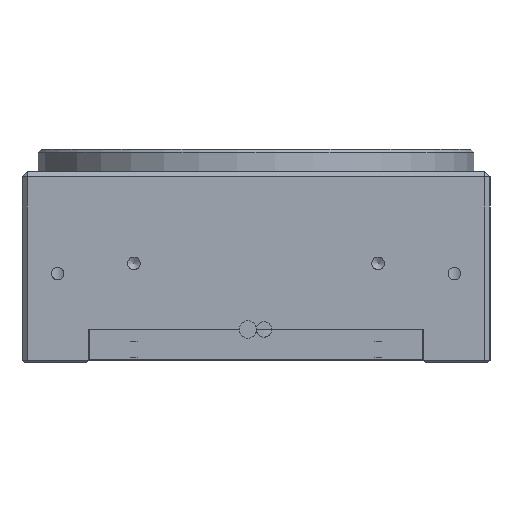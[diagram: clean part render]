
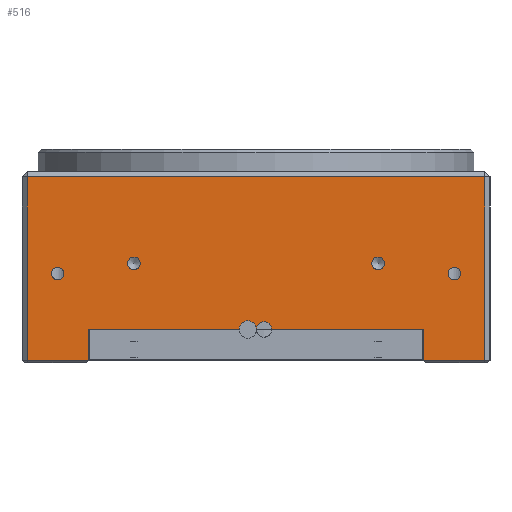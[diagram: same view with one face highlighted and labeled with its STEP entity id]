
A CAD part, left-side view. The second image highlights one B-rep face of the part: STEP entity #516.
In plain terms, the highlighted face is planar.
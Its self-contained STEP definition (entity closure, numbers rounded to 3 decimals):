
#516=ADVANCED_FACE('',(#886,#887,#888,#889,#890),#762,.F.);
#762=PLANE('',#3915);
#886=FACE_BOUND('',#1195,.T.);
#887=FACE_BOUND('',#1196,.T.);
#888=FACE_BOUND('',#1197,.T.);
#889=FACE_BOUND('',#1198,.T.);
#890=FACE_BOUND('',#1199,.T.);
#1195=EDGE_LOOP('',(#1782));
#1196=EDGE_LOOP('',(#1783));
#1197=EDGE_LOOP('',(#1784));
#1198=EDGE_LOOP('',(#1785));
#1199=EDGE_LOOP('',(#1786,#1787,#1788,#1789,#1790,#1791,#1792,#1793,#1794,
#1795,#1796,#1797));
#1598=CIRCLE('',#3909,0.625);
#1599=CIRCLE('',#3910,0.625);
#1600=CIRCLE('',#3911,0.625);
#1601=CIRCLE('',#3912,0.625);
#1602=CIRCLE('',#3913,0.75);
#1603=CIRCLE('',#3914,0.75);
#1782=ORIENTED_EDGE('',*,*,#3015,.T.);
#1783=ORIENTED_EDGE('',*,*,#3016,.T.);
#1784=ORIENTED_EDGE('',*,*,#3017,.T.);
#1785=ORIENTED_EDGE('',*,*,#3018,.T.);
#1786=ORIENTED_EDGE('',*,*,#3019,.T.);
#1787=ORIENTED_EDGE('',*,*,#3020,.T.);
#1788=ORIENTED_EDGE('',*,*,#3021,.F.);
#1789=ORIENTED_EDGE('',*,*,#3022,.T.);
#1790=ORIENTED_EDGE('',*,*,#3023,.F.);
#1791=ORIENTED_EDGE('',*,*,#3024,.T.);
#1792=ORIENTED_EDGE('',*,*,#3025,.F.);
#1793=ORIENTED_EDGE('',*,*,#3026,.T.);
#1794=ORIENTED_EDGE('',*,*,#3027,.F.);
#1795=ORIENTED_EDGE('',*,*,#3028,.T.);
#1796=ORIENTED_EDGE('',*,*,#3029,.T.);
#1797=ORIENTED_EDGE('',*,*,#3030,.T.);
#2670=VERTEX_POINT('',#5752);
#2671=VERTEX_POINT('',#5754);
#2672=VERTEX_POINT('',#5756);
#2673=VERTEX_POINT('',#5758);
#2674=VERTEX_POINT('',#5760);
#2675=VERTEX_POINT('',#5761);
#2676=VERTEX_POINT('',#5763);
#2677=VERTEX_POINT('',#5765);
#2678=VERTEX_POINT('',#5767);
#2679=VERTEX_POINT('',#5769);
#2680=VERTEX_POINT('',#5771);
#2681=VERTEX_POINT('',#5773);
#2682=VERTEX_POINT('',#5775);
#2683=VERTEX_POINT('',#5777);
#2684=VERTEX_POINT('',#5779);
#2685=VERTEX_POINT('',#5781);
#3015=EDGE_CURVE('',#2670,#2670,#1598,.T.);
#3016=EDGE_CURVE('',#2671,#2671,#1599,.T.);
#3017=EDGE_CURVE('',#2672,#2672,#1600,.T.);
#3018=EDGE_CURVE('',#2673,#2673,#1601,.T.);
#3019=EDGE_CURVE('',#2674,#2675,#3441,.T.);
#3020=EDGE_CURVE('',#2675,#2676,#3442,.T.);
#3021=EDGE_CURVE('',#2677,#2676,#3443,.T.);
#3022=EDGE_CURVE('',#2677,#2678,#3444,.T.);
#3023=EDGE_CURVE('',#2679,#2678,#1602,.T.);
#3024=EDGE_CURVE('',#2679,#2680,#3445,.T.);
#3025=EDGE_CURVE('',#2681,#2680,#1603,.T.);
#3026=EDGE_CURVE('',#2681,#2682,#3446,.T.);
#3027=EDGE_CURVE('',#2683,#2682,#3447,.T.);
#3028=EDGE_CURVE('',#2683,#2684,#3448,.T.);
#3029=EDGE_CURVE('',#2684,#2685,#3449,.T.);
#3030=EDGE_CURVE('',#2685,#2674,#3450,.T.);
#3441=LINE('',#5759,#3671);
#3442=LINE('',#5762,#3672);
#3443=LINE('',#5764,#3673);
#3444=LINE('',#5766,#3674);
#3445=LINE('',#5770,#3675);
#3446=LINE('',#5774,#3676);
#3447=LINE('',#5776,#3677);
#3448=LINE('',#5778,#3678);
#3449=LINE('',#5780,#3679);
#3450=LINE('',#5782,#3680);
#3671=VECTOR('',#4387,1.);
#3672=VECTOR('',#4388,1.);
#3673=VECTOR('',#4389,1.);
#3674=VECTOR('',#4390,1.);
#3675=VECTOR('',#4393,1.);
#3676=VECTOR('',#4396,1.);
#3677=VECTOR('',#4397,1.);
#3678=VECTOR('',#4398,1.);
#3679=VECTOR('',#4399,1.);
#3680=VECTOR('',#4400,1.);
#3909=AXIS2_PLACEMENT_3D('',#5751,#4379,#4380);
#3910=AXIS2_PLACEMENT_3D('',#5753,#4381,#4382);
#3911=AXIS2_PLACEMENT_3D('',#5755,#4383,#4384);
#3912=AXIS2_PLACEMENT_3D('',#5757,#4385,#4386);
#3913=AXIS2_PLACEMENT_3D('',#5768,#4391,#4392);
#3914=AXIS2_PLACEMENT_3D('',#5772,#4394,#4395);
#3915=AXIS2_PLACEMENT_3D('',#5783,#4401,#4402);
#4379=DIRECTION('',(0.,1.,0.));
#4380=DIRECTION('',(0.,0.,1.));
#4381=DIRECTION('',(0.,1.,0.));
#4382=DIRECTION('',(0.,0.,1.));
#4383=DIRECTION('',(0.,1.,0.));
#4384=DIRECTION('',(0.,0.,1.));
#4385=DIRECTION('',(0.,1.,0.));
#4386=DIRECTION('',(0.,0.,1.));
#4387=DIRECTION('',(0.,0.,-1.));
#4388=DIRECTION('',(1.,0.,0.));
#4389=DIRECTION('',(0.,0.,-1.));
#4390=DIRECTION('',(1.,0.,0.));
#4391=DIRECTION('',(0.,-1.,0.));
#4392=DIRECTION('',(1.,0.,0.));
#4393=DIRECTION('',(1.,0.,0.));
#4394=DIRECTION('',(0.,-1.,0.));
#4395=DIRECTION('',(1.,0.,0.));
#4396=DIRECTION('',(1.,0.,0.));
#4397=DIRECTION('',(0.,0.,1.));
#4398=DIRECTION('',(1.,0.,0.));
#4399=DIRECTION('',(0.,0.,1.));
#4400=DIRECTION('',(-1.,0.,0.));
#4401=DIRECTION('',(0.,1.,0.));
#4402=DIRECTION('',(0.,0.,1.));
#5751=CARTESIAN_POINT('',(-12.,-25.,9.75));
#5752=CARTESIAN_POINT('',(-12.,-25.,10.375));
#5753=CARTESIAN_POINT('',(12.,-25.,9.75));
#5754=CARTESIAN_POINT('',(12.,-25.,10.375));
#5755=CARTESIAN_POINT('',(-19.5,-25.,8.75));
#5756=CARTESIAN_POINT('',(-19.5,-25.,9.375));
#5757=CARTESIAN_POINT('',(19.5,-25.,8.75));
#5758=CARTESIAN_POINT('',(19.5,-25.,9.375));
#5759=CARTESIAN_POINT('',(-22.5,-25.,15.75));
#5760=CARTESIAN_POINT('',(-22.5,-25.,18.25));
#5761=CARTESIAN_POINT('',(-22.5,-25.,0.2));
#5762=CARTESIAN_POINT('',(-23.,-25.,0.2));
#5763=CARTESIAN_POINT('',(-16.5,-25.,0.2));
#5764=CARTESIAN_POINT('',(-16.5,-25.,15.75));
#5765=CARTESIAN_POINT('',(-16.5,-25.,3.25));
#5766=CARTESIAN_POINT('',(-23.,-25.,3.25));
#5767=CARTESIAN_POINT('',(-1.55,-25.,3.25));
#5768=CARTESIAN_POINT('',(-0.8,-25.,3.25));
#5769=CARTESIAN_POINT('',(-0.05,-25.,3.25));
#5770=CARTESIAN_POINT('',(-23.,-25.,3.25));
#5771=CARTESIAN_POINT('',(0.05,-25.,3.25));
#5772=CARTESIAN_POINT('',(0.8,-25.,3.25));
#5773=CARTESIAN_POINT('',(1.55,-25.,3.25));
#5774=CARTESIAN_POINT('',(-23.,-25.,3.25));
#5775=CARTESIAN_POINT('',(16.5,-25.,3.25));
#5776=CARTESIAN_POINT('',(16.5,-25.,15.75));
#5777=CARTESIAN_POINT('',(16.5,-25.,0.2));
#5778=CARTESIAN_POINT('',(-23.,-25.,0.2));
#5779=CARTESIAN_POINT('',(22.5,-25.,0.2));
#5780=CARTESIAN_POINT('',(22.5,-25.,15.75));
#5781=CARTESIAN_POINT('',(22.5,-25.,18.25));
#5782=CARTESIAN_POINT('',(-23.,-25.,18.25));
#5783=CARTESIAN_POINT('',(-23.,-25.,15.75));
